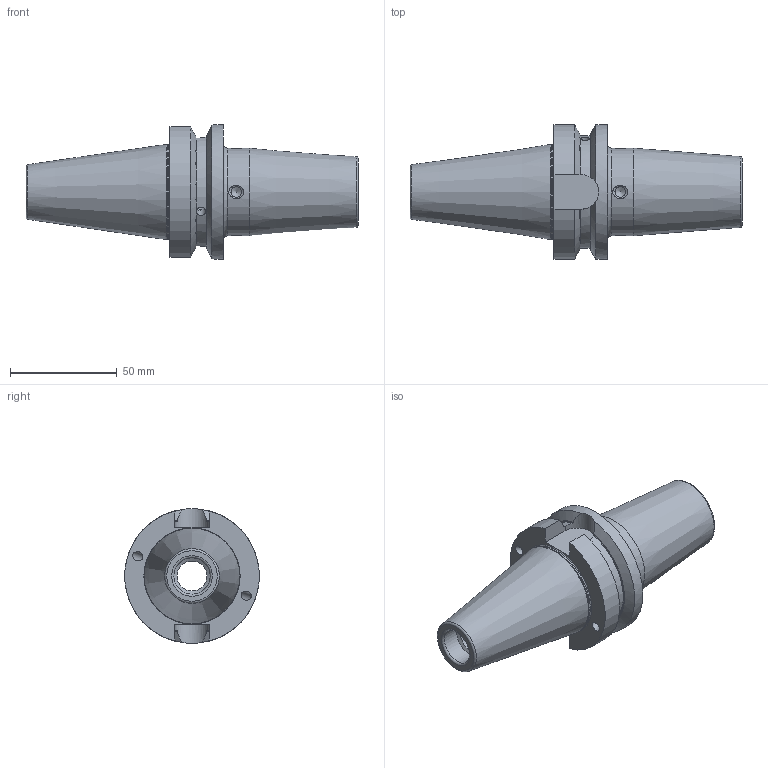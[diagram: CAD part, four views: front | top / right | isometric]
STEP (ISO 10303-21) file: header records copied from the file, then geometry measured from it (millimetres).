
FILE_DESCRIPTION((''),'2;1');
FILE_NAME('754021-08.stp','2014-03-24T15:29:23',('SCHUESSLER'),(''),'Autodesk Inventor 2012','Autodesk Inventor 2012','');
FILE_SCHEMA(('AUTOMOTIVE_DESIGN { 1 0 10303 214 1 1 1 1 }'));
Length unit declared in the file: millimetre
Products named in the file (1): 754021-08
Bounding box: 155.4 x 63 x 63 mm (x, y, z)
Volume: 169953 mm3; surface area: 34496.4 mm2
Topology: 1 solids, 1 shells, 67 faces, 176 edges, 112 vertices
Faces by surface type: cylinder 22, cone 18, plane 16, torus 11
Full cylindrical faces by diameter (mm): 4.2 x4, 4.917 x4, 14 x1, 15 x1, 17 x1, 20 x1, 20.3 x1, 41 x1, 44.25 x1, 63 x1
Entity records: 2142 total; most frequent: CARTESIAN_POINT 706, DIRECTION 286, ORIENTED_EDGE 248, AXIS2_PLACEMENT_3D 128, EDGE_CURVE 124, EDGE_LOOP 118, VERTEX_POINT 100, FACE_OUTER_BOUND 67
